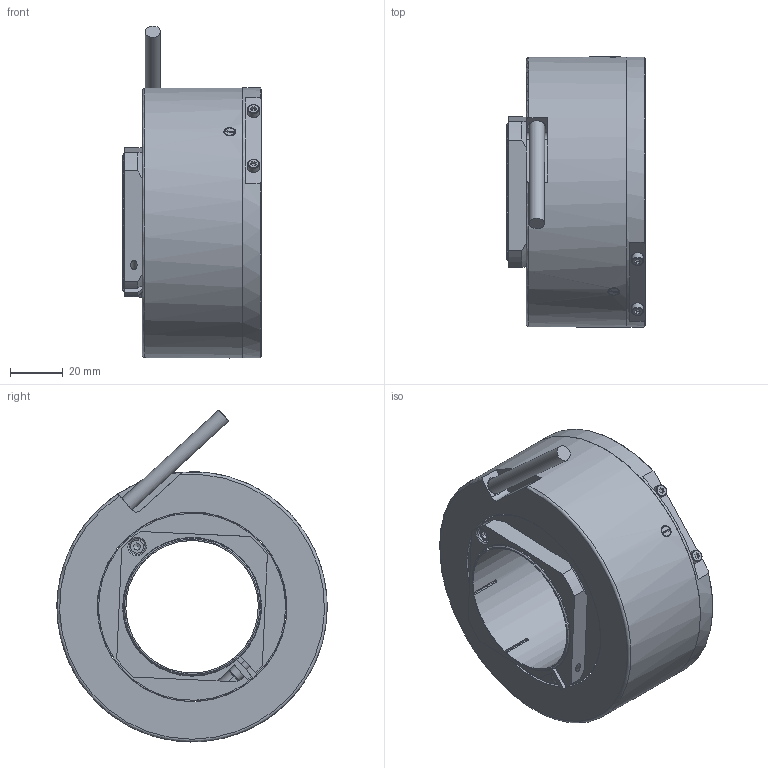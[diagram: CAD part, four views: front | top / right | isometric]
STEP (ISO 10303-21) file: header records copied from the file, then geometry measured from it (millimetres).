
FILE_DESCRIPTION(/* description */ (''),/* implementation_level */ '2;1');
FILE_NAME(/* name */ 'A102H.stp',/* time_stamp */ '2015-03-19T13:31:58+02:00',/* author */ ('EdgarasA'),/* organization */ (''),/* preprocessor_version */ 'ST-DEVELOPER v15.2',/* originating_system */ 'Autodesk Inventor 2014',/* authorisation */ '');
FILE_SCHEMA (('AUTOMOTIVE_DESIGN { 1 0 10303 214 3 1 1 }'));
Length unit declared in the file: millimetre
Products named in the file (1): A102H
Bounding box: 52.45 x 102.03 x 125.31 mm (x, y, z)
Surface area: 44567.9 mm2 (no closed solid volume)
Topology: 0 solids, 37 shells, 162 faces, 496 edges, 358 vertices
Faces by surface type: plane 96, cylinder 30, cone 27, torus 9
Full cylindrical faces by diameter (mm): 2.459 x1, 3 x1, 4.5 x4, 5.5 x5, 5.8 x1, 6 x1, 50 x1, 52 x1, 60.6 x1, 71.6 x1, 102 x2
Entity records: 5597 total; most frequent: CARTESIAN_POINT 1307, DIRECTION 857, ORIENTED_EDGE 700, EDGE_CURVE 444, VERTEX_POINT 347, AXIS2_PLACEMENT_3D 334, EDGE_LOOP 234, LINE 189
